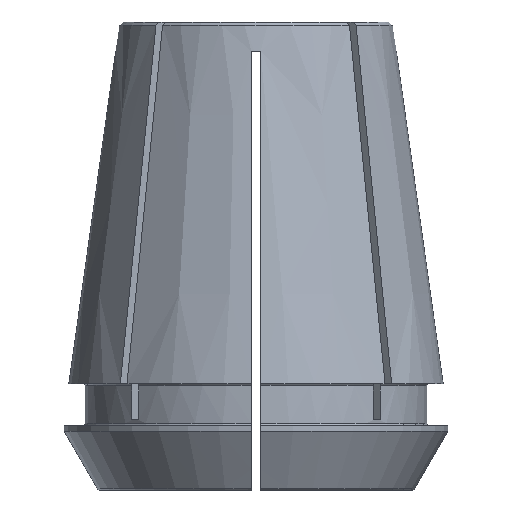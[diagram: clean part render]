
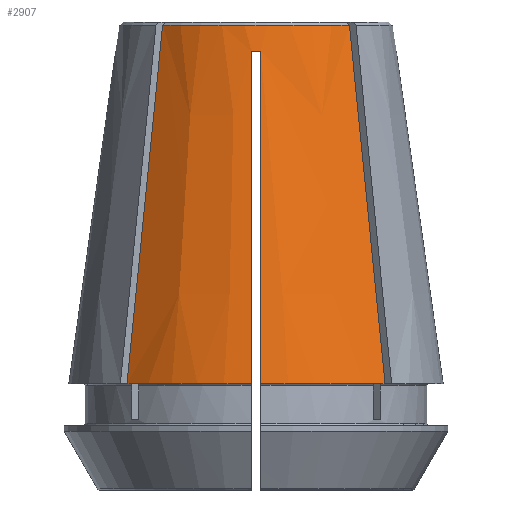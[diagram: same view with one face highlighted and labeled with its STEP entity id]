
A CAD part, front view. The second image highlights one B-rep face of the part: STEP entity #2907.
In plain terms, the highlighted conical face has half-angle 8 degrees and reference radius 11.657 mm.
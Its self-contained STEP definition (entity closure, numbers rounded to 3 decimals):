
#20=CONICAL_SURFACE('',#3087,11.657,0.14);
#120=B_SPLINE_CURVE_WITH_KNOTS('',3,(#4348,#4349,#4350,#4351),
 .UNSPECIFIED.,.F.,.F.,(4,4),(0.,0.031),
 .UNSPECIFIED.);
#121=B_SPLINE_CURVE_WITH_KNOTS('',3,(#4355,#4356,#4357,#4358,#4359,#4360,
#4361),.UNSPECIFIED.,.F.,.F.,(4,3,4),(0.,0.021,
0.031),.UNSPECIFIED.);
#122=B_SPLINE_CURVE_WITH_KNOTS('',3,(#4365,#4366,#4367,#4368,#4369,#4370,
#4371,#4372,#4373,#4374),.UNSPECIFIED.,.F.,.F.,(4,3,3,4),(0.018,
0.022,0.044,0.047),.UNSPECIFIED.);
#123=B_SPLINE_CURVE_WITH_KNOTS('',3,(#4378,#4379,#4380,#4381,#4382,#4383,
#4384,#4385,#4386,#4387),.UNSPECIFIED.,.F.,.F.,(4,3,3,4),(0.018,
0.022,0.044,0.047),.UNSPECIFIED.);
#684=ORIENTED_EDGE('',*,*,#1619,.T.);
#685=ORIENTED_EDGE('',*,*,#1620,.T.);
#686=ORIENTED_EDGE('',*,*,#1621,.F.);
#687=ORIENTED_EDGE('',*,*,#1622,.T.);
#688=ORIENTED_EDGE('',*,*,#1623,.T.);
#689=ORIENTED_EDGE('',*,*,#1624,.F.);
#690=ORIENTED_EDGE('',*,*,#1625,.F.);
#691=ORIENTED_EDGE('',*,*,#1626,.T.);
#1619=EDGE_CURVE('',#2086,#2087,#2391,.T.);
#1620=EDGE_CURVE('',#2087,#2088,#120,.T.);
#1621=EDGE_CURVE('',#2089,#2088,#2392,.T.);
#1622=EDGE_CURVE('',#2089,#2090,#121,.T.);
#1623=EDGE_CURVE('',#2090,#2091,#2393,.T.);
#1624=EDGE_CURVE('',#2092,#2091,#122,.T.);
#1625=EDGE_CURVE('',#2093,#2092,#2394,.T.);
#1626=EDGE_CURVE('',#2093,#2086,#123,.T.);
#2086=VERTEX_POINT('',#4346);
#2087=VERTEX_POINT('',#4347);
#2088=VERTEX_POINT('',#4352);
#2089=VERTEX_POINT('',#4354);
#2090=VERTEX_POINT('',#4362);
#2091=VERTEX_POINT('',#4364);
#2092=VERTEX_POINT('',#4375);
#2093=VERTEX_POINT('',#4377);
#2391=CIRCLE('',#3088,16.);
#2392=CIRCLE('',#3089,11.699);
#2393=CIRCLE('',#3090,16.);
#2394=CIRCLE('',#3091,12.009);
#2555=EDGE_LOOP('',(#684,#685,#686,#687,#688,#689,#690,#691));
#2711=FACE_BOUND('',#2555,.T.);
#2907=ADVANCED_FACE('',(#2711),#20,.T.);
#3087=AXIS2_PLACEMENT_3D('',#4344,#3435,#3436);
#3088=AXIS2_PLACEMENT_3D('',#4345,#3437,#3438);
#3089=AXIS2_PLACEMENT_3D('',#4353,#3439,#3440);
#3090=AXIS2_PLACEMENT_3D('',#4363,#3441,#3442);
#3091=AXIS2_PLACEMENT_3D('',#4376,#3443,#3444);
#3435=DIRECTION('',(0.,0.,-1.));
#3436=DIRECTION('',(-1.,0.,0.));
#3437=DIRECTION('',(0.,0.,1.));
#3438=DIRECTION('',(1.,0.,0.));
#3439=DIRECTION('',(0.,0.,1.));
#3440=DIRECTION('',(1.,0.,0.));
#3441=DIRECTION('',(0.,0.,1.));
#3442=DIRECTION('',(1.,0.,0.));
#3443=DIRECTION('',(0.,0.,-1.));
#3444=DIRECTION('',(-1.,0.,0.));
#4344=CARTESIAN_POINT('',(0.,0.,34.5));
#4345=CARTESIAN_POINT('',(0.,0.,3.6));
#4346=CARTESIAN_POINT('',(0.4,-15.995,3.6));
#4347=CARTESIAN_POINT('',(11.027,-11.593,3.6));
#4348=CARTESIAN_POINT('',(11.027,-11.593,3.6));
#4349=CARTESIAN_POINT('',(10.013,-10.579,13.801));
#4350=CARTESIAN_POINT('',(8.999,-9.565,24.002));
#4351=CARTESIAN_POINT('',(7.985,-8.55,34.203));
#4352=CARTESIAN_POINT('',(7.985,-8.55,34.203));
#4353=CARTESIAN_POINT('',(0.,0.,34.203));
#4354=CARTESIAN_POINT('',(-7.985,-8.55,34.203));
#4355=CARTESIAN_POINT('',(-7.985,-8.55,34.203));
#4356=CARTESIAN_POINT('',(-8.659,-9.225,27.423));
#4357=CARTESIAN_POINT('',(-9.333,-9.899,20.643));
#4358=CARTESIAN_POINT('',(-10.007,-10.573,13.864));
#4359=CARTESIAN_POINT('',(-10.347,-10.913,10.442));
#4360=CARTESIAN_POINT('',(-10.687,-11.253,7.021));
#4361=CARTESIAN_POINT('',(-11.027,-11.593,3.6));
#4362=CARTESIAN_POINT('',(-11.027,-11.593,3.6));
#4363=CARTESIAN_POINT('',(0.,0.,3.6));
#4364=CARTESIAN_POINT('',(-0.4,-15.995,3.6));
#4365=CARTESIAN_POINT('',(-0.4,-12.002,32.));
#4366=CARTESIAN_POINT('',(-0.4,-12.169,30.811));
#4367=CARTESIAN_POINT('',(-0.4,-12.336,29.622));
#4368=CARTESIAN_POINT('',(-0.4,-12.503,28.433));
#4369=CARTESIAN_POINT('',(-0.4,-13.523,21.184));
#4370=CARTESIAN_POINT('',(-0.4,-14.542,13.934));
#4371=CARTESIAN_POINT('',(-0.4,-15.561,6.684));
#4372=CARTESIAN_POINT('',(-0.4,-15.706,5.656));
#4373=CARTESIAN_POINT('',(-0.4,-15.85,4.628));
#4374=CARTESIAN_POINT('',(-0.4,-15.995,3.6));
#4375=CARTESIAN_POINT('',(-0.4,-12.002,32.));
#4376=CARTESIAN_POINT('',(0.,0.,32.));
#4377=CARTESIAN_POINT('',(0.4,-12.002,32.));
#4378=CARTESIAN_POINT('',(0.4,-12.002,32.));
#4379=CARTESIAN_POINT('',(0.4,-12.169,30.811));
#4380=CARTESIAN_POINT('',(0.4,-12.336,29.622));
#4381=CARTESIAN_POINT('',(0.4,-12.503,28.433));
#4382=CARTESIAN_POINT('',(0.4,-13.523,21.184));
#4383=CARTESIAN_POINT('',(0.4,-14.542,13.934));
#4384=CARTESIAN_POINT('',(0.4,-15.561,6.684));
#4385=CARTESIAN_POINT('',(0.4,-15.706,5.656));
#4386=CARTESIAN_POINT('',(0.4,-15.85,4.628));
#4387=CARTESIAN_POINT('',(0.4,-15.995,3.6));
